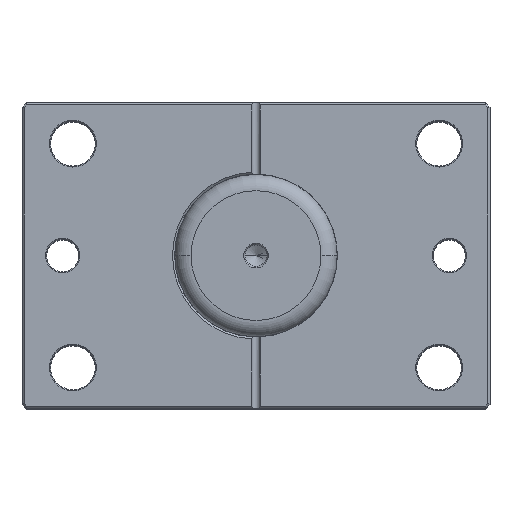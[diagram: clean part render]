
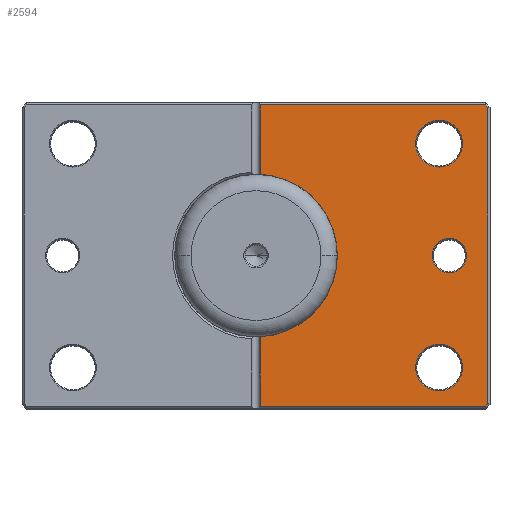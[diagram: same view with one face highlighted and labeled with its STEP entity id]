
A CAD part, top view. The second image highlights one B-rep face of the part: STEP entity #2594.
In plain terms, the highlighted face is planar.
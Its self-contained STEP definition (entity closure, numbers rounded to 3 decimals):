
#41 = ORIENTED_EDGE ( 'NONE', *, *, #3694, .T. ) ;
#101 = AXIS2_PLACEMENT_3D ( 'NONE', #5536, #2183, #6092 ) ;
#119 = CARTESIAN_POINT ( 'NONE',  ( -90., 55., 0. ) ) ;
#129 = LINE ( 'NONE', #4292, #3279 ) ;
#136 = LINE ( 'NONE', #7090, #1468 ) ;
#370 = DIRECTION ( 'NONE',  ( 1., 0., 0. ) ) ;
#457 = CARTESIAN_POINT ( 'NONE',  ( 0., 0., 0. ) ) ;
#512 = CARTESIAN_POINT ( 'NONE',  ( -101.5, -55., 0. ) ) ;
#548 = EDGE_CURVE ( 'NONE', #3383, #690, #3082, .T. ) ;
#558 = VECTOR ( 'NONE', #1804, 1000. ) ;
#690 = VERTEX_POINT ( 'NONE', #2966 ) ;
#698 = DIRECTION ( 'NONE',  ( 1., 0., 0. ) ) ;
#771 = FACE_BOUND ( 'NONE', #2439, .T. ) ;
#916 = CARTESIAN_POINT ( 'NONE',  ( -2., 74., 0. ) ) ;
#971 = CARTESIAN_POINT ( 'NONE',  ( -40., 0., 0. ) ) ;
#981 = EDGE_CURVE ( 'NONE', #3132, #1033, #3589, .T. ) ;
#1033 = VERTEX_POINT ( 'NONE', #3290 ) ;
#1039 = DIRECTION ( 'NONE',  ( 1., 0., 0. ) ) ;
#1114 = AXIS2_PLACEMENT_3D ( 'NONE', #4801, #1458, #5373 ) ;
#1183 = EDGE_CURVE ( 'NONE', #5918, #7142, #7005, .T. ) ;
#1205 = VECTOR ( 'NONE', #6292, 1000. ) ;
#1275 = EDGE_CURVE ( 'NONE', #2070, #6937, #1678, .T. ) ;
#1458 = DIRECTION ( 'NONE',  ( 0., 0., 1. ) ) ;
#1468 = VECTOR ( 'NONE', #7113, 1000. ) ;
#1489 = CARTESIAN_POINT ( 'NONE',  ( -112.586, -74., 0. ) ) ;
#1678 = LINE ( 'NONE', #4339, #5954 ) ;
#1684 = ORIENTED_EDGE ( 'NONE', *, *, #548, .T. ) ;
#1804 = DIRECTION ( 'NONE',  ( 0., 1., 0. ) ) ;
#1908 = VERTEX_POINT ( 'NONE', #4360 ) ;
#1978 = CARTESIAN_POINT ( 'NONE',  ( -93.293, -93.293, 0. ) ) ;
#1998 = ORIENTED_EDGE ( 'NONE', *, *, #3267, .T. ) ;
#2002 = CIRCLE ( 'NONE', #1114, 11.5 ) ;
#2047 = AXIS2_PLACEMENT_3D ( 'NONE', #5431, #7106, #3749 ) ;
#2070 = VERTEX_POINT ( 'NONE', #4539 ) ;
#2087 = ORIENTED_EDGE ( 'NONE', *, *, #1275, .T. ) ;
#2183 = DIRECTION ( 'NONE',  ( 0., 0., 1. ) ) ;
#2356 = CARTESIAN_POINT ( 'NONE',  ( -95., 0., 0. ) ) ;
#2381 = VERTEX_POINT ( 'NONE', #4093 ) ;
#2383 = CARTESIAN_POINT ( 'NONE',  ( -2., 75., 0. ) ) ;
#2439 = EDGE_LOOP ( 'NONE', ( #4947, #1998 ) ) ;
#2594 = ADVANCED_FACE ( 'NONE', ( #6529, #771, #3731, #5048 ), #6512, .F. ) ;
#2595 = ORIENTED_EDGE ( 'NONE', *, *, #5764, .T. ) ;
#2608 = ORIENTED_EDGE ( 'NONE', *, *, #4588, .T. ) ;
#2619 = EDGE_LOOP ( 'NONE', ( #3699, #4472 ) ) ;
#2672 = CIRCLE ( 'NONE', #5736, 11.5 ) ;
#2702 = EDGE_CURVE ( 'NONE', #3509, #3963, #4342, .T. ) ;
#2718 = CARTESIAN_POINT ( 'NONE',  ( -103.5, 0., 0. ) ) ;
#2801 = CARTESIAN_POINT ( 'NONE',  ( -90., -55., 0. ) ) ;
#2867 = CARTESIAN_POINT ( 'NONE',  ( 0., 0., 0. ) ) ;
#2904 = ORIENTED_EDGE ( 'NONE', *, *, #6984, .T. ) ;
#2921 = DIRECTION ( 'NONE',  ( 1., 0., 0. ) ) ;
#2966 = CARTESIAN_POINT ( 'NONE',  ( -2., -39.95, 0. ) ) ;
#3082 = CIRCLE ( 'NONE', #6251, 40. ) ;
#3132 = VERTEX_POINT ( 'NONE', #1489 ) ;
#3170 = DIRECTION ( 'NONE',  ( 1., 0., 0. ) ) ;
#3267 = EDGE_CURVE ( 'NONE', #3963, #3509, #3806, .T. ) ;
#3279 = VECTOR ( 'NONE', #370, 1000. ) ;
#3290 = CARTESIAN_POINT ( 'NONE',  ( -114., -72.586, 0. ) ) ;
#3362 = DIRECTION ( 'NONE',  ( 1., 0., 0. ) ) ;
#3373 = EDGE_CURVE ( 'NONE', #6937, #5699, #129, .T. ) ;
#3383 = VERTEX_POINT ( 'NONE', #971 ) ;
#3424 = DIRECTION ( 'NONE',  ( 1., 0., 0. ) ) ;
#3436 = ORIENTED_EDGE ( 'NONE', *, *, #3703, .T. ) ;
#3469 = EDGE_CURVE ( 'NONE', #4059, #3383, #3895, .T. ) ;
#3509 = VERTEX_POINT ( 'NONE', #512 ) ;
#3589 = LINE ( 'NONE', #1978, #4903 ) ;
#3629 = CARTESIAN_POINT ( 'NONE',  ( -2., 75., 0. ) ) ;
#3694 = EDGE_CURVE ( 'NONE', #7142, #5918, #5484, .T. ) ;
#3695 = EDGE_CURVE ( 'NONE', #1908, #2381, #2672, .T. ) ;
#3699 = ORIENTED_EDGE ( 'NONE', *, *, #3695, .T. ) ;
#3703 = EDGE_CURVE ( 'NONE', #690, #6277, #6783, .T. ) ;
#3731 = FACE_BOUND ( 'NONE', #2619, .T. ) ;
#3749 = DIRECTION ( 'NONE',  ( 1., 0., 0. ) ) ;
#3753 = VECTOR ( 'NONE', #4244, 1000. ) ;
#3766 = CARTESIAN_POINT ( 'NONE',  ( -95., 0., 0. ) ) ;
#3772 = DIRECTION ( 'NONE',  ( 0.707, 0.707, 0. ) ) ;
#3806 = CIRCLE ( 'NONE', #101, 11.5 ) ;
#3895 = CIRCLE ( 'NONE', #5376, 40. ) ;
#3963 = VERTEX_POINT ( 'NONE', #6479 ) ;
#3964 = EDGE_LOOP ( 'NONE', ( #2087, #4158, #2904, #4226, #1684, #3436, #2595, #6968, #2608 ) ) ;
#4053 = DIRECTION ( 'NONE',  ( 0., 0., 1. ) ) ;
#4059 = VERTEX_POINT ( 'NONE', #4558 ) ;
#4093 = CARTESIAN_POINT ( 'NONE',  ( -78.5, 55., 0. ) ) ;
#4158 = ORIENTED_EDGE ( 'NONE', *, *, #3373, .T. ) ;
#4226 = ORIENTED_EDGE ( 'NONE', *, *, #3469, .T. ) ;
#4244 = DIRECTION ( 'NONE',  ( 0., -1., 0. ) ) ;
#4292 = CARTESIAN_POINT ( 'NONE',  ( 0., 74., 0. ) ) ;
#4339 = CARTESIAN_POINT ( 'NONE',  ( -93.293, 93.293, 0. ) ) ;
#4342 = CIRCLE ( 'NONE', #4663, 11.5 ) ;
#4360 = CARTESIAN_POINT ( 'NONE',  ( -101.5, 55., 0. ) ) ;
#4384 = DIRECTION ( 'NONE',  ( 0., 0., 1. ) ) ;
#4457 = ORIENTED_EDGE ( 'NONE', *, *, #1183, .T. ) ;
#4472 = ORIENTED_EDGE ( 'NONE', *, *, #5669, .T. ) ;
#4539 = CARTESIAN_POINT ( 'NONE',  ( -114., 72.586, 0. ) ) ;
#4558 = CARTESIAN_POINT ( 'NONE',  ( -2., 39.95, 0. ) ) ;
#4588 = EDGE_CURVE ( 'NONE', #1033, #2070, #6507, .T. ) ;
#4663 = AXIS2_PLACEMENT_3D ( 'NONE', #2801, #6708, #3362 ) ;
#4716 = AXIS2_PLACEMENT_3D ( 'NONE', #3766, #4898, #3170 ) ;
#4801 = CARTESIAN_POINT ( 'NONE',  ( -90., 55., 0. ) ) ;
#4898 = DIRECTION ( 'NONE',  ( 0., 0., 1. ) ) ;
#4903 = VECTOR ( 'NONE', #5025, 1000. ) ;
#4947 = ORIENTED_EDGE ( 'NONE', *, *, #2702, .T. ) ;
#5025 = DIRECTION ( 'NONE',  ( -0.707, 0.707, 0. ) ) ;
#5048 = FACE_OUTER_BOUND ( 'NONE', #3964, .T. ) ;
#5082 = CARTESIAN_POINT ( 'NONE',  ( -2., -74., 0. ) ) ;
#5137 = CARTESIAN_POINT ( 'NONE',  ( -114., 0., 0. ) ) ;
#5260 = LINE ( 'NONE', #3629, #3753 ) ;
#5373 = DIRECTION ( 'NONE',  ( 1., 0., 0. ) ) ;
#5376 = AXIS2_PLACEMENT_3D ( 'NONE', #457, #4384, #1039 ) ;
#5431 = CARTESIAN_POINT ( 'NONE',  ( 0., 0., 0. ) ) ;
#5484 = CIRCLE ( 'NONE', #6346, 8.5 ) ;
#5536 = CARTESIAN_POINT ( 'NONE',  ( -90., -55., 0. ) ) ;
#5669 = EDGE_CURVE ( 'NONE', #2381, #1908, #2002, .T. ) ;
#5699 = VERTEX_POINT ( 'NONE', #916 ) ;
#5736 = AXIS2_PLACEMENT_3D ( 'NONE', #119, #4053, #698 ) ;
#5764 = EDGE_CURVE ( 'NONE', #6277, #3132, #136, .T. ) ;
#5867 = CARTESIAN_POINT ( 'NONE',  ( -112.586, 74., 0. ) ) ;
#5918 = VERTEX_POINT ( 'NONE', #6667 ) ;
#5954 = VECTOR ( 'NONE', #3772, 1000. ) ;
#6092 = DIRECTION ( 'NONE',  ( 1., 0., 0. ) ) ;
#6251 = AXIS2_PLACEMENT_3D ( 'NONE', #2867, #6763, #3424 ) ;
#6268 = DIRECTION ( 'NONE',  ( 0., 0., 1. ) ) ;
#6277 = VERTEX_POINT ( 'NONE', #5082 ) ;
#6292 = DIRECTION ( 'NONE',  ( 0., -1., 0. ) ) ;
#6320 = EDGE_LOOP ( 'NONE', ( #41, #4457 ) ) ;
#6346 = AXIS2_PLACEMENT_3D ( 'NONE', #2356, #6268, #2921 ) ;
#6479 = CARTESIAN_POINT ( 'NONE',  ( -78.5, -55., 0. ) ) ;
#6507 = LINE ( 'NONE', #5137, #558 ) ;
#6512 = PLANE ( 'NONE',  #2047 ) ;
#6529 = FACE_BOUND ( 'NONE', #6320, .T. ) ;
#6667 = CARTESIAN_POINT ( 'NONE',  ( -86.5, 0., 0. ) ) ;
#6708 = DIRECTION ( 'NONE',  ( 0., 0., 1. ) ) ;
#6763 = DIRECTION ( 'NONE',  ( 0., 0., 1. ) ) ;
#6783 = LINE ( 'NONE', #2383, #1205 ) ;
#6937 = VERTEX_POINT ( 'NONE', #5867 ) ;
#6968 = ORIENTED_EDGE ( 'NONE', *, *, #981, .T. ) ;
#6984 = EDGE_CURVE ( 'NONE', #5699, #4059, #5260, .T. ) ;
#7005 = CIRCLE ( 'NONE', #4716, 8.5 ) ;
#7090 = CARTESIAN_POINT ( 'NONE',  ( 0., -74., 0. ) ) ;
#7106 = DIRECTION ( 'NONE',  ( 0., 0., 1. ) ) ;
#7113 = DIRECTION ( 'NONE',  ( -1., 0., 0. ) ) ;
#7142 = VERTEX_POINT ( 'NONE', #2718 ) ;
